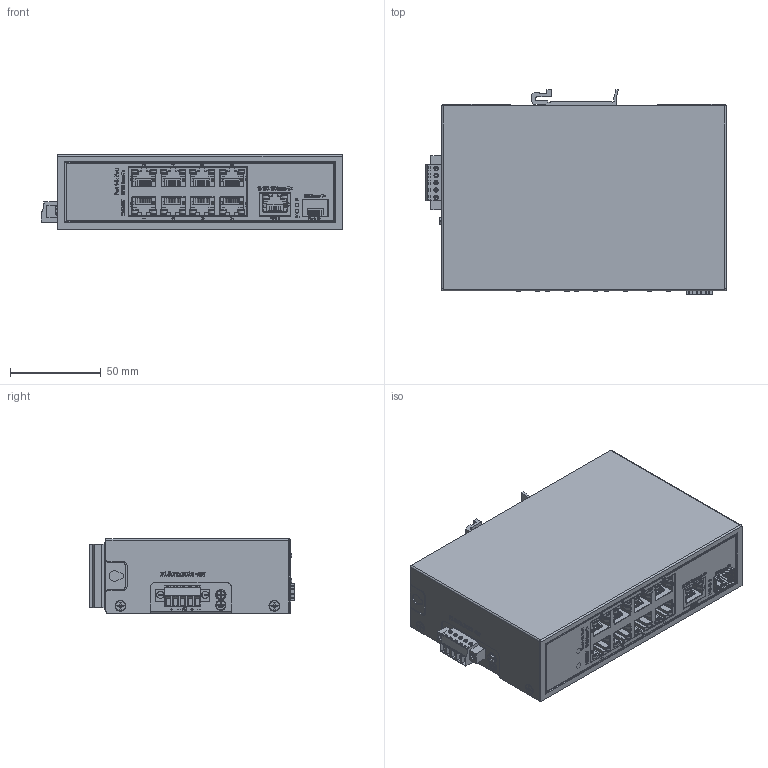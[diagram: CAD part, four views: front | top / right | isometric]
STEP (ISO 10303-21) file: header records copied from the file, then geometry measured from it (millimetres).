
FILE_DESCRIPTION((''),'2;1');
FILE_NAME('10K-001_ASM','2023-05-07T',('Administrator'),(''),'PRO/ENGINEER BY PARAMETRIC TECHNOLOGY CORPORATION, 2011310','PRO/ENGINEER BY PARAMETRIC TECHNOLOGY CORPORATION, 2011310','');
FILE_SCHEMA(('CONFIG_CONTROL_DESIGN'));
Products named in the file (49): BODY_47; BODY_46; BODY_45; BODY_44; BODY_43; BODY_42; BODY_41; BODY_40; BODY_39; BODY_38; BODY_37; BODY_36; BODY_35; BODY_34; BODY_33; BODY_32; BODY_31; BODY_30; PRT0001; PRT0002; PRT0003; PRT0004; PRT0005; PRT0006; PRT0007; PRT0008; PRT0009; PRT0010; PRT0011; PRT0012; PRT0013; PRT0014; PRT0015; PRT0016; PRT0017; PRT0018; PRT0019; PRT0020; PRT0021; PRT0022 ...
Assembly tree (48 placements, depth 2):
  10K-001_ASM
    BODY_47
    BODY_46
    BODY_45
    BODY_44
    BODY_43
    BODY_42
    BODY_41
    BODY_40
    BODY_39
    BODY_38
    BODY_37
    BODY_36
    BODY_35
    BODY_34
    BODY_33
    BODY_32
    BODY_31
    BODY_30
    PRT0001
    PRT0002
    PRT0003
    PRT0004
    PRT0005
    PRT0006
    PRT0007
    PRT0008
    PRT0009
    PRT0010
    PRT0011
    PRT0012
    PRT0013
    PRT0014
    PRT0015
    PRT0016
    PRT0017
    PRT0018
    PRT0019
    PRT0020
    PRT0021
    PRT0022
    PRT0023
    PRT0024
    PRT0025
    PRT0026
    PRT0027
    PRT0028
    PRT0029
    PRT0030
Bounding box: 166.25 x 113 x 41 mm (x, y, z)
Volume: 73854.2 mm3; surface area: 161840.1 mm2
Topology: 48 solids, 48 shells, 5634 faces, 15698 edges, 10423 vertices
Faces by surface type: plane 5020, cylinder 420, torus 80, cone 74, bspline 40
Entity records: 180577 total; most frequent: CARTESIAN_POINT 33843, ORIENTED_EDGE 31396, DIRECTION 28105, EDGE_CURVE 15698, VECTOR 14361, LINE 14361, VERTEX_POINT 10423, AXIS2_PLACEMENT_3D 6872
